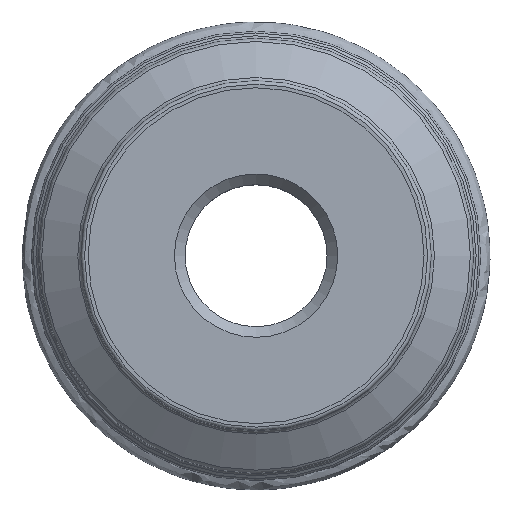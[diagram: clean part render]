
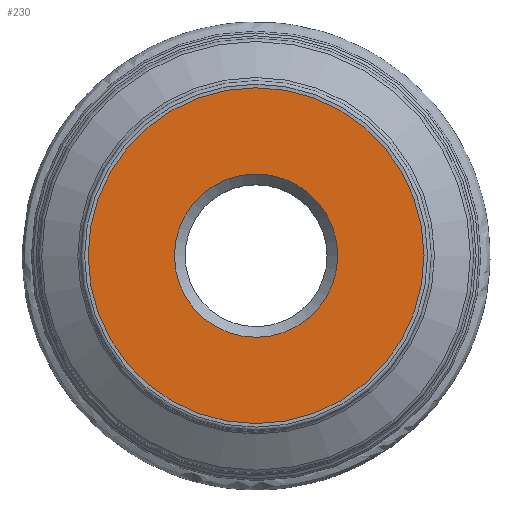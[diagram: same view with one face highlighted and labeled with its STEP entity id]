
A CAD part, top view. The second image highlights one B-rep face of the part: STEP entity #230.
In plain terms, the highlighted planar face has unit normal (0, 0, 1).
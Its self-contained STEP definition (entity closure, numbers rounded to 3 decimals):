
#216=PLANE('',#909);
#230=ADVANCED_FACE('CU_BACK_F001',(#297,#298),#216,.F.);
#297=FACE_BOUND('',#387,.T.);
#298=FACE_BOUND('',#388,.T.);
#387=EDGE_LOOP('',(#477));
#388=EDGE_LOOP('',(#478));
#477=ORIENTED_EDGE('',*,*,#605,.F.);
#478=ORIENTED_EDGE('',*,*,#604,.T.);
#559=VERTEX_POINT('',#1306);
#560=VERTEX_POINT('',#1309);
#604=EDGE_CURVE('',#559,#559,#649,.T.);
#605=EDGE_CURVE('',#560,#560,#650,.T.);
#649=CIRCLE('',#906,47.315);
#650=CIRCLE('',#908,23.006);
#906=AXIS2_PLACEMENT_3D('',#1305,#1074,#1075);
#908=AXIS2_PLACEMENT_3D('',#1308,#1078,#1079);
#909=AXIS2_PLACEMENT_3D('',#1310,#1080,#1081);
#1074=DIRECTION('',(0.,0.,1.));
#1075=DIRECTION('',(-0.175,0.985,0.));
#1078=DIRECTION('',(0.,0.,1.));
#1079=DIRECTION('',(-0.175,0.985,0.));
#1080=DIRECTION('',(0.,0.,-1.));
#1081=DIRECTION('',(0.175,-0.985,0.));
#1305=CARTESIAN_POINT('',(0.,0.,0.));
#1306=CARTESIAN_POINT('',(-8.265,46.588,0.));
#1308=CARTESIAN_POINT('',(0.,0.,0.));
#1309=CARTESIAN_POINT('',(-4.019,22.653,0.));
#1310=CARTESIAN_POINT('',(-47.315,0.,0.));
